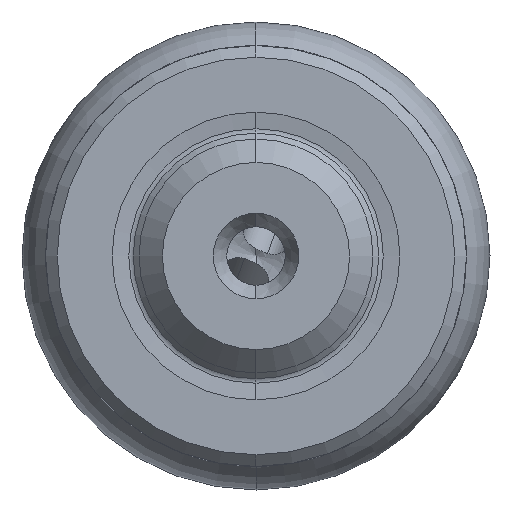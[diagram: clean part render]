
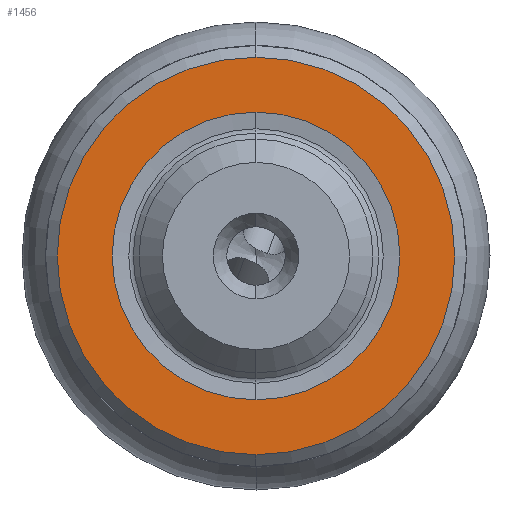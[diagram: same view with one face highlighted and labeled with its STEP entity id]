
A CAD part, left-side view. The second image highlights one B-rep face of the part: STEP entity #1456.
In plain terms, the highlighted planar face has unit normal (-1, 0, 0).
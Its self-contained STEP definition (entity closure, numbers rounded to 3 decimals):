
#13 = DIRECTION ( 'NONE',  ( 1., 0., 0. ) ) ;
#213 = CIRCLE ( 'NONE', #2269, 6.15 ) ;
#293 = DIRECTION ( 'NONE',  ( 0., 0., -1. ) ) ;
#440 = CARTESIAN_POINT ( 'NONE',  ( -26.893, 0., -6.15 ) ) ;
#602 = CIRCLE ( 'NONE', #1036, 8.5 ) ;
#656 = CARTESIAN_POINT ( 'NONE',  ( -26.893, 0., -8.5 ) ) ;
#725 = CARTESIAN_POINT ( 'NONE',  ( -26.893, 0., 0. ) ) ;
#811 = ORIENTED_EDGE ( 'NONE', *, *, #1678, .F. ) ;
#815 = CARTESIAN_POINT ( 'NONE',  ( -26.893, 0., 0. ) ) ;
#826 = DIRECTION ( 'NONE',  ( 1., 0., 0. ) ) ;
#829 = EDGE_CURVE ( 'NONE', #3570, #1603, #2852, .T. ) ;
#881 = AXIS2_PLACEMENT_3D ( 'NONE', #725, #3239, #1302 ) ;
#958 = CIRCLE ( 'NONE', #2484, 8.5 ) ;
#1036 = AXIS2_PLACEMENT_3D ( 'NONE', #815, #826, #293 ) ;
#1252 = PLANE ( 'NONE',  #3158 ) ;
#1302 = DIRECTION ( 'NONE',  ( 0., 0., -1. ) ) ;
#1408 = CARTESIAN_POINT ( 'NONE',  ( -26.893, 0., 0. ) ) ;
#1456 = ADVANCED_FACE ( 'NONE', ( #2046, #3344 ), #1252, .T. ) ;
#1505 = CARTESIAN_POINT ( 'NONE',  ( -26.893, 0., 8.5 ) ) ;
#1572 = CARTESIAN_POINT ( 'NONE',  ( -26.893, 0., 0. ) ) ;
#1603 = VERTEX_POINT ( 'NONE', #3545 ) ;
#1678 = EDGE_CURVE ( 'NONE', #1826, #2422, #958, .T. ) ;
#1826 = VERTEX_POINT ( 'NONE', #656 ) ;
#1912 = EDGE_CURVE ( 'NONE', #1603, #3570, #213, .T. ) ;
#1934 = ORIENTED_EDGE ( 'NONE', *, *, #1912, .T. ) ;
#2046 = FACE_BOUND ( 'NONE', #2319, .T. ) ;
#2269 = AXIS2_PLACEMENT_3D ( 'NONE', #1572, #2657, #3246 ) ;
#2319 = EDGE_LOOP ( 'NONE', ( #1934, #2924 ) ) ;
#2422 = VERTEX_POINT ( 'NONE', #1505 ) ;
#2484 = AXIS2_PLACEMENT_3D ( 'NONE', #1408, #13, #3394 ) ;
#2657 = DIRECTION ( 'NONE',  ( 1., 0., 0. ) ) ;
#2745 = EDGE_CURVE ( 'NONE', #2422, #1826, #602, .T. ) ;
#2852 = CIRCLE ( 'NONE', #881, 6.15 ) ;
#2897 = ORIENTED_EDGE ( 'NONE', *, *, #2745, .F. ) ;
#2901 = EDGE_LOOP ( 'NONE', ( #811, #2897 ) ) ;
#2924 = ORIENTED_EDGE ( 'NONE', *, *, #829, .T. ) ;
#3158 = AXIS2_PLACEMENT_3D ( 'NONE', #3511, #3179, #3462 ) ;
#3179 = DIRECTION ( 'NONE',  ( -1., 0., 0. ) ) ;
#3239 = DIRECTION ( 'NONE',  ( 1., 0., 0. ) ) ;
#3246 = DIRECTION ( 'NONE',  ( 0., 0., -1. ) ) ;
#3344 = FACE_OUTER_BOUND ( 'NONE', #2901, .T. ) ;
#3394 = DIRECTION ( 'NONE',  ( 0., 0., -1. ) ) ;
#3462 = DIRECTION ( 'NONE',  ( 0., 0., 1. ) ) ;
#3511 = CARTESIAN_POINT ( 'NONE',  ( -26.893, 8.5, 0. ) ) ;
#3545 = CARTESIAN_POINT ( 'NONE',  ( -26.893, 0., 6.15 ) ) ;
#3570 = VERTEX_POINT ( 'NONE', #440 ) ;
